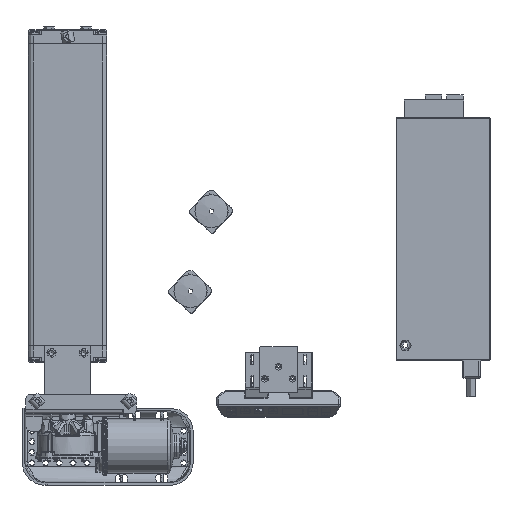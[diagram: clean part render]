
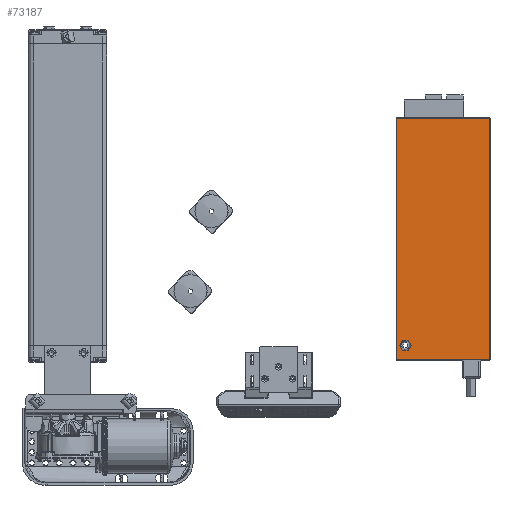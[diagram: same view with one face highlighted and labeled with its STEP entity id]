
A CAD part, top view. The second image highlights one B-rep face of the part: STEP entity #73187.
In plain terms, the highlighted planar face has unit normal (0, 0, 1).
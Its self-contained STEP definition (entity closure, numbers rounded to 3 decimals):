
#4717=FACE_BOUND('',#18392,.T.);
#8661=CIRCLE('',#81182,6.35);
#8662=CIRCLE('',#81183,6.35);
#13999=FACE_OUTER_BOUND('',#18391,.T.);
#18391=EDGE_LOOP('',(#64078,#64079,#64080,#64081));
#18392=EDGE_LOOP('',(#64082,#64083));
#22454=LINE('',#242874,#26575);
#22469=LINE('',#242903,#26590);
#22471=LINE('',#242906,#26592);
#22473=LINE('',#242909,#26594);
#26575=VECTOR('',#99698,10.);
#26590=VECTOR('',#99725,10.);
#26592=VECTOR('',#99729,10.);
#26594=VECTOR('',#99733,10.);
#33124=VERTEX_POINT('',#242578);
#33125=VERTEX_POINT('',#242580);
#33208=VERTEX_POINT('',#242848);
#33213=VERTEX_POINT('',#242864);
#33218=VERTEX_POINT('',#242883);
#33221=VERTEX_POINT('',#242893);
#43408=EDGE_CURVE('',#33125,#33124,#8661,.T.);
#43409=EDGE_CURVE('',#33124,#33125,#8662,.T.);
#43553=EDGE_CURVE('',#33208,#33213,#22454,.T.);
#43568=EDGE_CURVE('',#33213,#33221,#22469,.T.);
#43570=EDGE_CURVE('',#33221,#33218,#22471,.T.);
#43572=EDGE_CURVE('',#33218,#33208,#22473,.T.);
#64078=ORIENTED_EDGE('',*,*,#43553,.F.);
#64079=ORIENTED_EDGE('',*,*,#43572,.F.);
#64080=ORIENTED_EDGE('',*,*,#43570,.F.);
#64081=ORIENTED_EDGE('',*,*,#43568,.F.);
#64082=ORIENTED_EDGE('',*,*,#43408,.T.);
#64083=ORIENTED_EDGE('',*,*,#43409,.T.);
#66294=PLANE('',#81306);
#73187=ADVANCED_FACE('',(#13999,#4717),#66294,.T.);
#81182=AXIS2_PLACEMENT_3D('',#242581,#99387,#99388);
#81183=AXIS2_PLACEMENT_3D('',#242582,#99389,#99390);
#81306=AXIS2_PLACEMENT_3D('',#242936,#99759,#99760);
#99387=DIRECTION('center_axis',(0.,0.,-1.));
#99388=DIRECTION('ref_axis',(0.,1.,0.));
#99389=DIRECTION('center_axis',(0.,0.,-1.));
#99390=DIRECTION('ref_axis',(0.,1.,0.));
#99698=DIRECTION('',(0.,-1.,0.));
#99725=DIRECTION('',(-1.,0.,0.));
#99729=DIRECTION('',(0.,1.,0.));
#99733=DIRECTION('',(1.,0.,0.));
#99759=DIRECTION('center_axis',(0.,0.,1.));
#99760=DIRECTION('ref_axis',(1.,0.,0.));
#242578=CARTESIAN_POINT('',(115.5,-47.35,18.5));
#242580=CARTESIAN_POINT('',(115.5,-34.65,18.5));
#242581=CARTESIAN_POINT('Origin',(115.5,-41.,18.5));
#242582=CARTESIAN_POINT('Origin',(115.5,-41.,18.5));
#242848=CARTESIAN_POINT('',(131.25,50.75,18.5));
#242864=CARTESIAN_POINT('',(131.25,-50.75,18.5));
#242874=CARTESIAN_POINT('',(131.25,25.5,18.5));
#242883=CARTESIAN_POINT('',(-131.25,50.75,18.5));
#242893=CARTESIAN_POINT('',(-131.25,-50.75,18.5));
#242903=CARTESIAN_POINT('',(65.75,-50.75,18.5));
#242906=CARTESIAN_POINT('',(-131.25,-25.5,18.5));
#242909=CARTESIAN_POINT('',(-65.75,50.75,18.5));
#242936=CARTESIAN_POINT('Origin',(0.,0.,
18.5));
